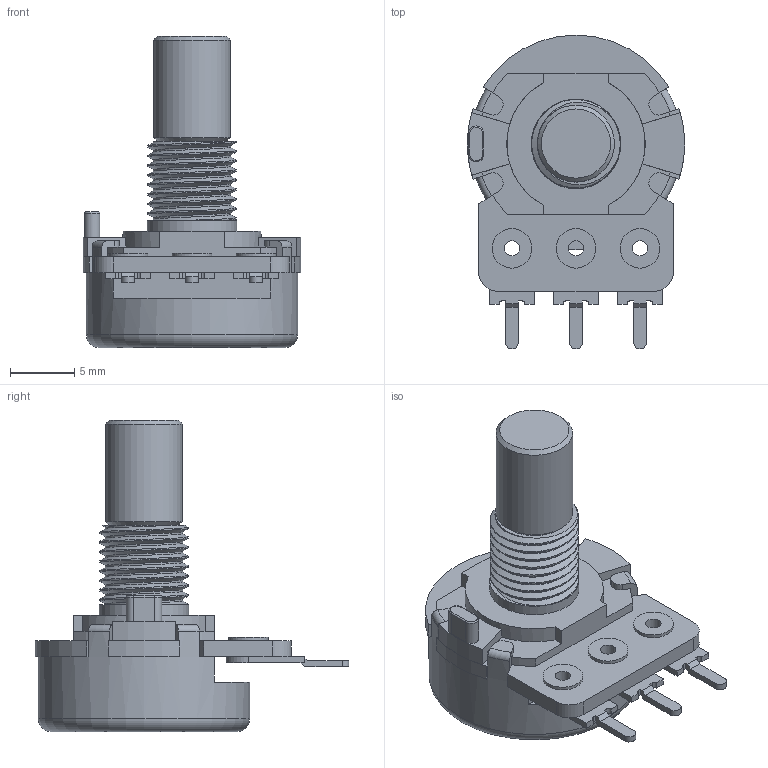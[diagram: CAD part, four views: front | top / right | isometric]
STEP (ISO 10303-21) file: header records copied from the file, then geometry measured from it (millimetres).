
FILE_DESCRIPTION(/* description */ (''),/* implementation_level */ '2;1');
FILE_NAME(/* name */ 'RV16AF-20.step',/* time_stamp */ '2021-03-09T01:38:47+03:00',/* author */ (''),/* organization */ (''),/* preprocessor_version */ 'ST-DEVELOPER v18.1',/* originating_system */ 'Autodesk Translation Framework v9.10.0.1330',/* authorisation */ '');
FILE_SCHEMA (('AUTOMOTIVE_DESIGN { 1 0 10303 214 3 1 1 }'));
Length unit declared in the file: millimetre
Products named in the file (1): RV16AF-20
Bounding box: 17 x 24.5 x 24.3 mm (x, y, z)
Volume: 2324.5 mm3; surface area: 2497.4 mm2
Topology: 6 solids, 6 shells, 199 faces, 519 edges, 342 vertices
Faces by surface type: plane 109, cylinder 79, torus 7, cone 2, bspline 2
Full cylindrical faces by diameter (mm): 1.2 x3, 2 x6, 3.1 x3, 6 x1, 6.048 x3, 6.908 x6, 7 x1, 16.5 x1
Entity records: 7473 total; most frequent: CARTESIAN_POINT 2434, ORIENTED_EDGE 1038, DIRECTION 1032, EDGE_CURVE 519, AXIS2_PLACEMENT_3D 356, VERTEX_POINT 342, LINE 320, VECTOR 320
